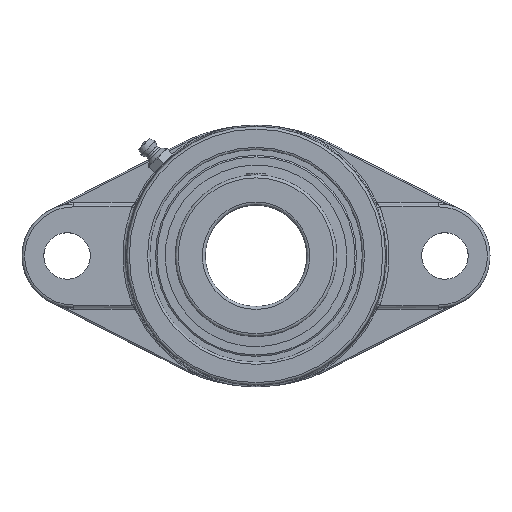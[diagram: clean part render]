
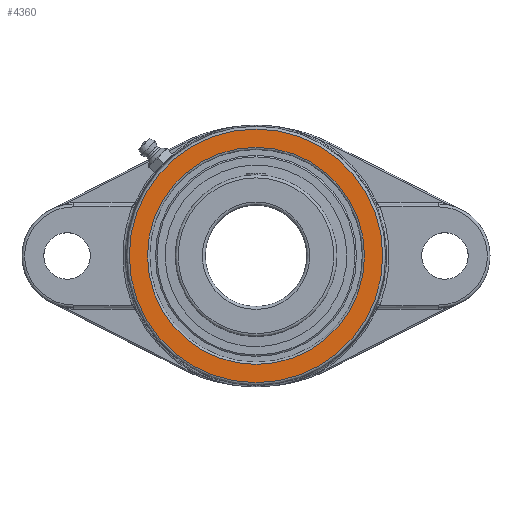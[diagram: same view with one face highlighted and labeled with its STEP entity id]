
A CAD part, top view. The second image highlights one B-rep face of the part: STEP entity #4360.
In plain terms, the highlighted planar face has unit normal (0, 0, 1).
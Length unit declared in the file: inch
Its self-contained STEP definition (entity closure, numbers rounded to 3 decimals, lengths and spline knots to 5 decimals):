
#4303=CARTESIAN_POINT('',(0.,1.71718,1.33858));
#4304=VERTEX_POINT('',#4303);
#4331=CARTESIAN_POINT('',(-0.,-0.,1.33858));
#4332=DIRECTION('',(-0.,0.,-1.));
#4333=DIRECTION('',(-0.,-1.,0.));
#4334=AXIS2_PLACEMENT_3D('',#4331,#4332,#4333);
#4335=CIRCLE('',#4334,1.71718);
#4336=EDGE_CURVE('',#4304,#4304,#4335,.T.);
#4341=CARTESIAN_POINT('',(-0.,-0.,1.33858));
#4342=DIRECTION('',(0.,0.,1.));
#4343=DIRECTION('',(1.,-0.,0.));
#4344=AXIS2_PLACEMENT_3D('',#4341,#4342,#4343);
#4345=PLANE('',#4344);
#4346=CARTESIAN_POINT('',(0.,-1.46981,1.33858));
#4347=VERTEX_POINT('',#4346);
#4348=CARTESIAN_POINT('',(-0.,-0.,1.33858));
#4349=DIRECTION('',(0.,-0.,1.));
#4350=DIRECTION('',(0.,1.,0.));
#4351=AXIS2_PLACEMENT_3D('',#4348,#4349,#4350);
#4352=CIRCLE('',#4351,1.46981);
#4353=EDGE_CURVE('',#4347,#4347,#4352,.T.);
#4354=ORIENTED_EDGE('',*,*,#4353,.F.);
#4355=EDGE_LOOP('',(#4354));
#4356=FACE_BOUND('',#4355,.T.);
#4357=ORIENTED_EDGE('',*,*,#4336,.F.);
#4358=EDGE_LOOP('',(#4357));
#4359=FACE_BOUND('',#4358,.T.);
#4360=ADVANCED_FACE('',(#4356,#4359),#4345,.T.);
